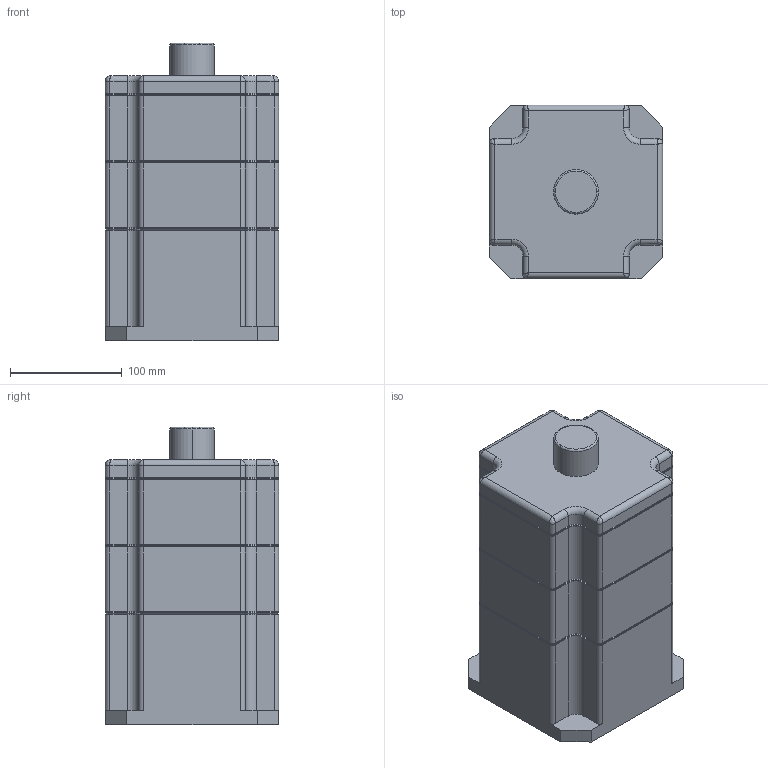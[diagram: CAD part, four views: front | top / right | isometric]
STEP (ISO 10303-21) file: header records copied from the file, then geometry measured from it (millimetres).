
FILE_DESCRIPTION (( 'STEP AP203' ), '1' );
FILE_NAME ('servo_Default_sldprt.STEP', '2020-05-15T02:53:11', ( '' ), ( '' ), 'SwSTEP 2.0', 'SolidWorks 2018', '' );
FILE_SCHEMA (( 'CONFIG_CONTROL_DESIGN' ));
Length unit declared in the file: millimetre
Products named in the file (1): servo_Default_sldprt
Bounding box: 155 x 155 x 266 mm (x, y, z)
Volume: 4922472.6 mm3; surface area: 193239 mm2
Topology: 1 solids, 1 shells, 285 faces, 730 edges, 446 vertices
Faces by surface type: plane 137, cone 72, cylinder 62, bspline 8, torus 6
Entity records: 8893 total; most frequent: CARTESIAN_POINT 1878, DIRECTION 1486, ORIENTED_EDGE 1444, EDGE_CURVE 722, AXIS2_PLACEMENT_3D 502, LINE 482, VECTOR 482, VERTEX_POINT 446
